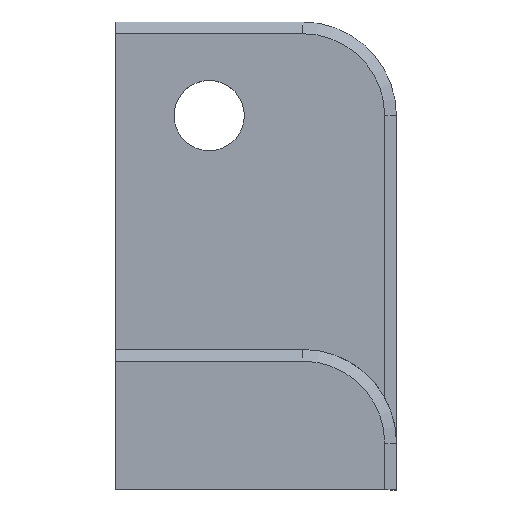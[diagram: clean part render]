
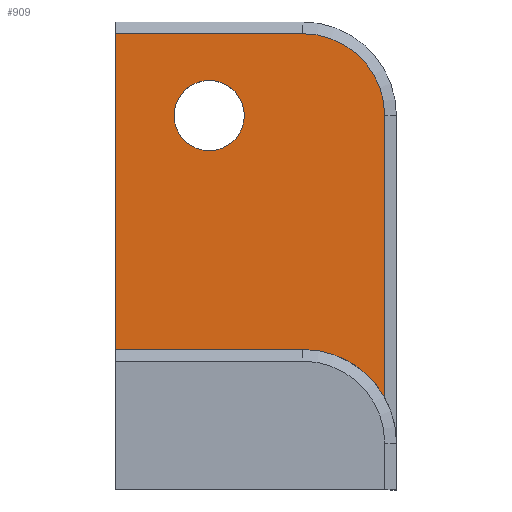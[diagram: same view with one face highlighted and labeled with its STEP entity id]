
A CAD part, top view. The second image highlights one B-rep face of the part: STEP entity #909.
In plain terms, the highlighted planar face has unit normal (0, 0, 1).
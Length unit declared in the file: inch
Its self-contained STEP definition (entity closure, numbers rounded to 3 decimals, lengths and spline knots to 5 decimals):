
#5 = CARTESIAN_POINT ( 'NONE',  ( 0., 0., 0.5 ) ) ;
#7 = DIRECTION ( 'NONE',  ( 1., 0., 0. ) ) ;
#12 = ORIENTED_EDGE ( 'NONE', *, *, #718, .T. ) ;
#18 = LINE ( 'NONE', #643, #943 ) ;
#26 = DIRECTION ( 'NONE',  ( -1., 0., 0. ) ) ;
#27 = ORIENTED_EDGE ( 'NONE', *, *, #725, .T. ) ;
#61 = CARTESIAN_POINT ( 'NONE',  ( 0., 0., 0.5 ) ) ;
#93 = CIRCLE ( 'NONE', #936, 0.375 ) ;
#100 = EDGE_LOOP ( 'NONE', ( #12, #27, #587, #947, #188, #272 ) ) ;
#116 = LINE ( 'NONE', #514, #336 ) ;
#120 = EDGE_LOOP ( 'NONE', ( #740 ) ) ;
#124 = CARTESIAN_POINT ( 'NONE',  ( 2.875, 4., 0.5 ) ) ;
#126 = EDGE_CURVE ( 'NONE', #406, #572, #18, .T. ) ;
#132 = DIRECTION ( 'NONE',  ( -1., 0., 0. ) ) ;
#188 = ORIENTED_EDGE ( 'NONE', *, *, #599, .T. ) ;
#196 = AXIS2_PLACEMENT_3D ( 'NONE', #839, #345, #132 ) ;
#199 = CIRCLE ( 'NONE', #510, 0.875 ) ;
#219 = FACE_OUTER_BOUND ( 'NONE', #100, .T. ) ;
#225 = VERTEX_POINT ( 'NONE', #124 ) ;
#236 = CARTESIAN_POINT ( 'NONE',  ( 1., 4., 0.5 ) ) ;
#244 = VERTEX_POINT ( 'NONE', #325 ) ;
#267 = VERTEX_POINT ( 'NONE', #761 ) ;
#272 = ORIENTED_EDGE ( 'NONE', *, *, #493, .T. ) ;
#317 = LINE ( 'NONE', #5, #557 ) ;
#325 = CARTESIAN_POINT ( 'NONE',  ( 1.375, 4., 0.5 ) ) ;
#332 = DIRECTION ( 'NONE',  ( 0., 0., 1. ) ) ;
#336 = VECTOR ( 'NONE', #760, 39.37008 ) ;
#345 = DIRECTION ( 'NONE',  ( 0., 0., -1. ) ) ;
#373 = DIRECTION ( 'NONE',  ( 0., 0., -1. ) ) ;
#396 = DIRECTION ( 'NONE',  ( -1., 0., 0. ) ) ;
#398 = DIRECTION ( 'NONE',  ( 0., -1., 0. ) ) ;
#403 = VERTEX_POINT ( 'NONE', #528 ) ;
#406 = VERTEX_POINT ( 'NONE', #697 ) ;
#415 = CIRCLE ( 'NONE', #196, 1. ) ;
#417 = CARTESIAN_POINT ( 'NONE',  ( 2., 4., 0.5 ) ) ;
#493 = EDGE_CURVE ( 'NONE', #267, #403, #116, .T. ) ;
#510 = AXIS2_PLACEMENT_3D ( 'NONE', #417, #332, #396 ) ;
#514 = CARTESIAN_POINT ( 'NONE',  ( 0., 1.5, 0.5 ) ) ;
#528 = CARTESIAN_POINT ( 'NONE',  ( 2., 1.5, 0.5 ) ) ;
#531 = DIRECTION ( 'NONE',  ( -1., 0., 0. ) ) ;
#541 = PLANE ( 'NONE',  #776 ) ;
#557 = VECTOR ( 'NONE', #398, 39.37008 ) ;
#572 = VERTEX_POINT ( 'NONE', #863 ) ;
#575 = VERTEX_POINT ( 'NONE', #796 ) ;
#587 = ORIENTED_EDGE ( 'NONE', *, *, #924, .T. ) ;
#599 = EDGE_CURVE ( 'NONE', #572, #267, #317, .T. ) ;
#643 = CARTESIAN_POINT ( 'NONE',  ( 0., 4.875, 0.5 ) ) ;
#696 = VECTOR ( 'NONE', #751, 39.37008 ) ;
#697 = CARTESIAN_POINT ( 'NONE',  ( 2., 4.875, 0.5 ) ) ;
#707 = FACE_BOUND ( 'NONE', #120, .T. ) ;
#718 = EDGE_CURVE ( 'NONE', #403, #575, #415, .T. ) ;
#725 = EDGE_CURVE ( 'NONE', #575, #225, #911, .T. ) ;
#732 = DIRECTION ( 'NONE',  ( 0., 0., 1. ) ) ;
#740 = ORIENTED_EDGE ( 'NONE', *, *, #957, .F. ) ;
#751 = DIRECTION ( 'NONE',  ( 0., 1., 0. ) ) ;
#760 = DIRECTION ( 'NONE',  ( 1., 0., 0. ) ) ;
#761 = CARTESIAN_POINT ( 'NONE',  ( 0., 1.5, 0.5 ) ) ;
#776 = AXIS2_PLACEMENT_3D ( 'NONE', #61, #373, #531 ) ;
#796 = CARTESIAN_POINT ( 'NONE',  ( 2.875, 0.98412, 0.5 ) ) ;
#839 = CARTESIAN_POINT ( 'NONE',  ( 2., 0.5, 0.5 ) ) ;
#863 = CARTESIAN_POINT ( 'NONE',  ( 0., 4.875, 0.5 ) ) ;
#909 = ADVANCED_FACE ( 'NONE', ( #707, #219 ), #541, .F. ) ;
#911 = LINE ( 'NONE', #915, #696 ) ;
#915 = CARTESIAN_POINT ( 'NONE',  ( 2.875, 0., 0.5 ) ) ;
#924 = EDGE_CURVE ( 'NONE', #225, #406, #199, .T. ) ;
#936 = AXIS2_PLACEMENT_3D ( 'NONE', #236, #732, #7 ) ;
#943 = VECTOR ( 'NONE', #26, 39.37008 ) ;
#947 = ORIENTED_EDGE ( 'NONE', *, *, #126, .T. ) ;
#957 = EDGE_CURVE ( 'NONE', #244, #244, #93, .T. ) ;
